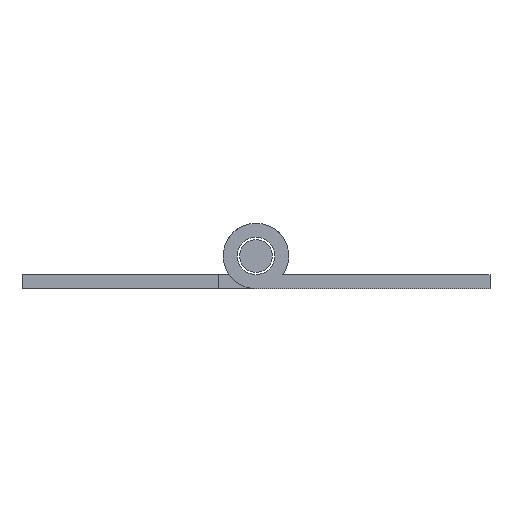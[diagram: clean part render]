
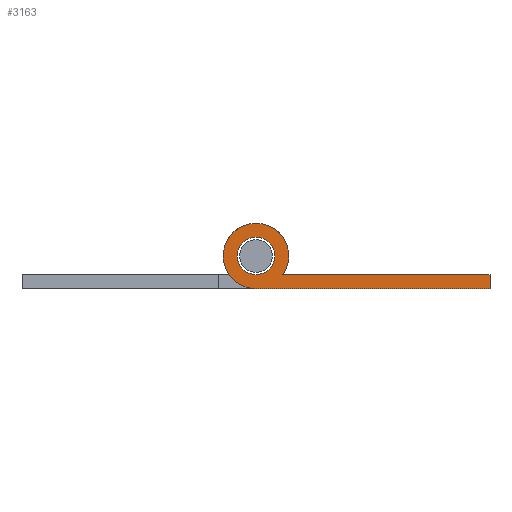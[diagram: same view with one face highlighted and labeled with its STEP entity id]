
A CAD part, front view. The second image highlights one B-rep face of the part: STEP entity #3163.
In plain terms, the highlighted planar face has unit normal (0, -1, 0).
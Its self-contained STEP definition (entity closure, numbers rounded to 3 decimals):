
#2694 = VERTEX_POINT ( 'NONE', #6797 ) ;
#2713 = EDGE_CURVE ( 'NONE', #2694, #2715, #6829, .T. ) ;
#2715 = VERTEX_POINT ( 'NONE', #6887 ) ;
#3163 = ADVANCED_FACE ( 'NONE', ( #7730, #7729 ), #7728, .F. ) ;
#3164 = EDGE_LOOP ( 'NONE', ( #3217, #3221, #3223, #3224 ) ) ;
#3177 = EDGE_CURVE ( 'NONE', #2715, #2694, #7766, .T. ) ;
#3187 = EDGE_CURVE ( 'NONE', #3188, #3189, #7748, .T. ) ;
#3188 = VERTEX_POINT ( 'NONE', #7800 ) ;
#3189 = VERTEX_POINT ( 'NONE', #7799 ) ;
#3217 = ORIENTED_EDGE ( 'NONE', *, *, #3218, .F. ) ;
#3218 = EDGE_CURVE ( 'NONE', #3219, #3220, #7811, .T. ) ;
#3219 = VERTEX_POINT ( 'NONE', #7872 ) ;
#3220 = VERTEX_POINT ( 'NONE', #7871 ) ;
#3221 = ORIENTED_EDGE ( 'NONE', *, *, #3222, .F. ) ;
#3222 = EDGE_CURVE ( 'NONE', #3189, #3219, #7870, .T. ) ;
#3223 = ORIENTED_EDGE ( 'NONE', *, *, #3187, .F. ) ;
#3224 = ORIENTED_EDGE ( 'NONE', *, *, #3225, .F. ) ;
#3225 = EDGE_CURVE ( 'NONE', #3220, #3188, #7866, .T. ) ;
#3226 = EDGE_LOOP ( 'NONE', ( #3227, #3228 ) ) ;
#3227 = ORIENTED_EDGE ( 'NONE', *, *, #2713, .T. ) ;
#3228 = ORIENTED_EDGE ( 'NONE', *, *, #3177, .T. ) ;
#6797 = CARTESIAN_POINT ( 'NONE',  ( 0., -500., -2. ) ) ;
#6829 = CIRCLE ( 'NONE', #6892, 2. ) ;
#6887 = CARTESIAN_POINT ( 'NONE',  ( 0., -500., 2. ) ) ;
#6889 = DIRECTION ( 'NONE',  ( 0., 0., 1. ) ) ;
#6890 = DIRECTION ( 'NONE',  ( 0., 1., 0. ) ) ;
#6891 = CARTESIAN_POINT ( 'NONE',  ( 0., -500., 0. ) ) ;
#6892 = AXIS2_PLACEMENT_3D ( 'NONE', #6891, #6890, #6889 ) ;
#7724 = DIRECTION ( 'NONE',  ( 0., 0., 1. ) ) ;
#7725 = DIRECTION ( 'NONE',  ( 0., 1., 0. ) ) ;
#7726 = CARTESIAN_POINT ( 'NONE',  ( 0., -500., 0. ) ) ;
#7727 = AXIS2_PLACEMENT_3D ( 'NONE', #7726, #7725, #7724 ) ;
#7728 = PLANE ( 'NONE',  #7727 ) ;
#7729 = FACE_BOUND ( 'NONE', #3226, .T. ) ;
#7730 = FACE_OUTER_BOUND ( 'NONE', #3164, .T. ) ;
#7748 = CIRCLE ( 'NONE', #7804, 3.5 ) ;
#7762 = DIRECTION ( 'NONE',  ( 0., 0., 1. ) ) ;
#7763 = DIRECTION ( 'NONE',  ( 0., 1., 0. ) ) ;
#7764 = CARTESIAN_POINT ( 'NONE',  ( 0., -500., 0. ) ) ;
#7765 = AXIS2_PLACEMENT_3D ( 'NONE', #7764, #7763, #7762 ) ;
#7766 = CIRCLE ( 'NONE', #7765, 2. ) ;
#7799 = CARTESIAN_POINT ( 'NONE',  ( 2.872, -500., -2. ) ) ;
#7800 = CARTESIAN_POINT ( 'NONE',  ( 0., -500., -3.5 ) ) ;
#7801 = DIRECTION ( 'NONE',  ( 0., 0., 1. ) ) ;
#7802 = DIRECTION ( 'NONE',  ( 0., 1., 0. ) ) ;
#7803 = CARTESIAN_POINT ( 'NONE',  ( 0., -500., 0. ) ) ;
#7804 = AXIS2_PLACEMENT_3D ( 'NONE', #7803, #7802, #7801 ) ;
#7809 = VECTOR ( 'NONE', #7873, 1000. ) ;
#7810 = CARTESIAN_POINT ( 'NONE',  ( 25., -500., -3.5 ) ) ;
#7811 = LINE ( 'NONE', #7810, #7809 ) ;
#7863 = DIRECTION ( 'NONE',  ( -1., 0., 0. ) ) ;
#7864 = VECTOR ( 'NONE', #7863, 1000. ) ;
#7865 = CARTESIAN_POINT ( 'NONE',  ( 0., -500., -3.5 ) ) ;
#7866 = LINE ( 'NONE', #7865, #7864 ) ;
#7867 = DIRECTION ( 'NONE',  ( 1., 0., 0. ) ) ;
#7868 = VECTOR ( 'NONE', #7867, 1000. ) ;
#7869 = CARTESIAN_POINT ( 'NONE',  ( 25., -500., -2. ) ) ;
#7870 = LINE ( 'NONE', #7869, #7868 ) ;
#7871 = CARTESIAN_POINT ( 'NONE',  ( 25., -500., -3.5 ) ) ;
#7872 = CARTESIAN_POINT ( 'NONE',  ( 25., -500., -2. ) ) ;
#7873 = DIRECTION ( 'NONE',  ( 0., 0., -1. ) ) ;
